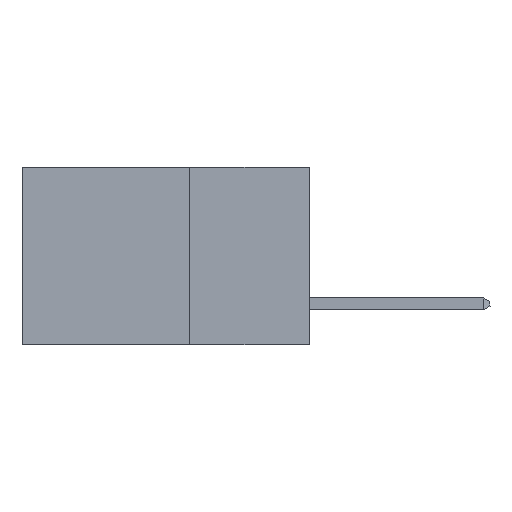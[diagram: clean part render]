
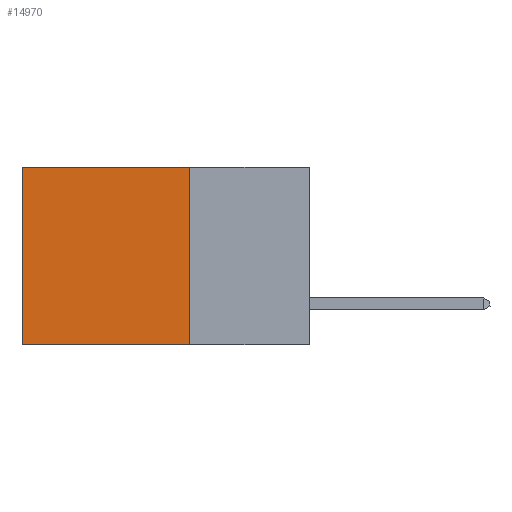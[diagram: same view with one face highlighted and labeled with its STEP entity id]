
A CAD part, left-side view. The second image highlights one B-rep face of the part: STEP entity #14970.
In plain terms, the highlighted planar face has unit normal (-1, 0, 0).
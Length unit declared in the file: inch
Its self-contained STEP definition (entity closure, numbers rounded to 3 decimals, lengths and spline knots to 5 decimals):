
#1052 = EDGE_CURVE ( 'NONE', #16008, #3006, #12787, .T. ) ;
#1100 = EDGE_CURVE ( 'NONE', #18713, #16008, #20724, .T. ) ;
#1124 = VECTOR ( 'NONE', #9996, 39.37008 ) ;
#1397 = DIRECTION ( 'NONE',  ( 1., 0., 0. ) ) ;
#1478 = LINE ( 'NONE', #21162, #20285 ) ;
#1850 = CARTESIAN_POINT ( 'NONE',  ( 0.2875, 0.25, -0.37 ) ) ;
#3006 = VERTEX_POINT ( 'NONE', #15827 ) ;
#3320 = ORIENTED_EDGE ( 'NONE', *, *, #1100, .T. ) ;
#4520 = CARTESIAN_POINT ( 'NONE',  ( 0.2875, 0.25, -0.37 ) ) ;
#6001 = LINE ( 'NONE', #4520, #1124 ) ;
#7132 = ORIENTED_EDGE ( 'NONE', *, *, #22477, .F. ) ;
#7366 = AXIS2_PLACEMENT_3D ( 'NONE', #12189, #1397, #14149 ) ;
#7927 = VECTOR ( 'NONE', #16223, 39.37008 ) ;
#8518 = DIRECTION ( 'NONE',  ( 0., 0., -1. ) ) ;
#8824 = EDGE_LOOP ( 'NONE', ( #20534, #7132, #18556, #3320 ) ) ;
#9996 = DIRECTION ( 'NONE',  ( 0., 1., 0. ) ) ;
#11745 = VERTEX_POINT ( 'NONE', #1850 ) ;
#12189 = CARTESIAN_POINT ( 'NONE',  ( 0.2875, 0.25, 0. ) ) ;
#12351 = PLANE ( 'NONE',  #7366 ) ;
#12384 = FACE_OUTER_BOUND ( 'NONE', #8824, .T. ) ;
#12787 = LINE ( 'NONE', #16409, #7927 ) ;
#14149 = DIRECTION ( 'NONE',  ( 0., 0., -1. ) ) ;
#14613 = DIRECTION ( 'NONE',  ( 0., 1., 0. ) ) ;
#14764 = CARTESIAN_POINT ( 'NONE',  ( 0.2875, 0.25, 0. ) ) ;
#14970 = ADVANCED_FACE ( 'NONE', ( #12384 ), #12351, .F. ) ;
#15228 = CARTESIAN_POINT ( 'NONE',  ( 0.2875, 0.25, 0. ) ) ;
#15827 = CARTESIAN_POINT ( 'NONE',  ( 0.2875, 0.6, -0.37 ) ) ;
#15917 = VECTOR ( 'NONE', #14613, 39.37008 ) ;
#16008 = VERTEX_POINT ( 'NONE', #20668 ) ;
#16223 = DIRECTION ( 'NONE',  ( 0., 0., -1. ) ) ;
#16409 = CARTESIAN_POINT ( 'NONE',  ( 0.2875, 0.6, 0. ) ) ;
#18556 = ORIENTED_EDGE ( 'NONE', *, *, #21387, .F. ) ;
#18713 = VERTEX_POINT ( 'NONE', #15228 ) ;
#20285 = VECTOR ( 'NONE', #8518, 39.37008 ) ;
#20534 = ORIENTED_EDGE ( 'NONE', *, *, #1052, .T. ) ;
#20668 = CARTESIAN_POINT ( 'NONE',  ( 0.2875, 0.6, 0. ) ) ;
#20724 = LINE ( 'NONE', #14764, #15917 ) ;
#21162 = CARTESIAN_POINT ( 'NONE',  ( 0.2875, 0.25, 0. ) ) ;
#21387 = EDGE_CURVE ( 'NONE', #18713, #11745, #1478, .T. ) ;
#22477 = EDGE_CURVE ( 'NONE', #11745, #3006, #6001, .T. ) ;
